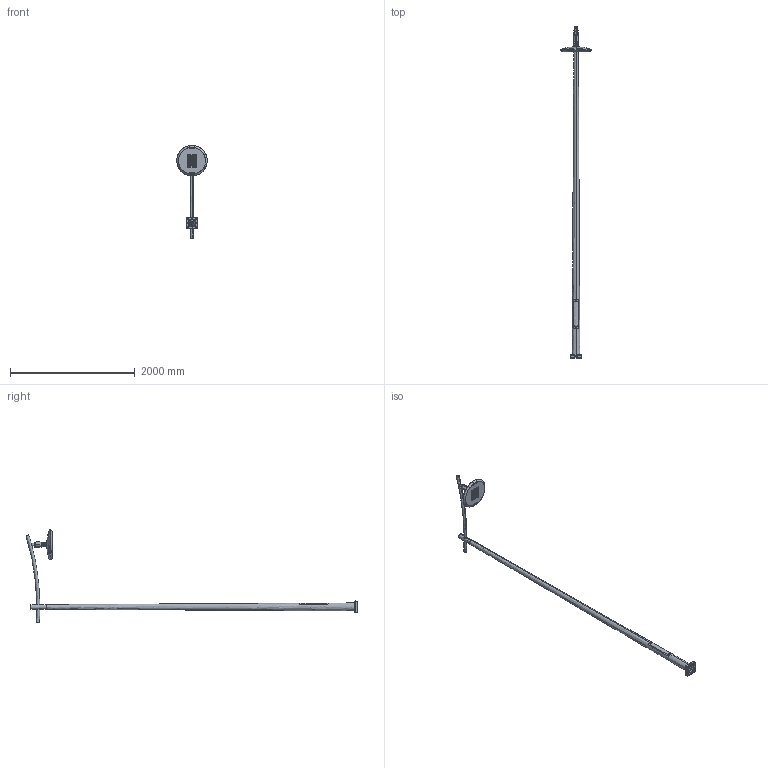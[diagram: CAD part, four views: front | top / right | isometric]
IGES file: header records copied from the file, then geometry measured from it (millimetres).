
Start section: SolidWorks IGES file using analytic representation for surfaces
Global section: file name: arca-1-5(40)-(Ê170-130-4õ14)-ö+ïî.IGS; native system: SolidWorks 2020; preprocessor: SolidWorks 2020; author: Åêàòåðèíà; date: 210707.152202; units: millimetre
Bounding box: 489.87 x 5331.51 x 1496.23 mm (x, y, z)
Surface area: 4627958.4 mm2 (no closed solid volume)
Topology: 0 solids, 0 shells, 1131 faces, 20735 edges, 20719 vertices
Faces by surface type: revolution 615, bspline 516
